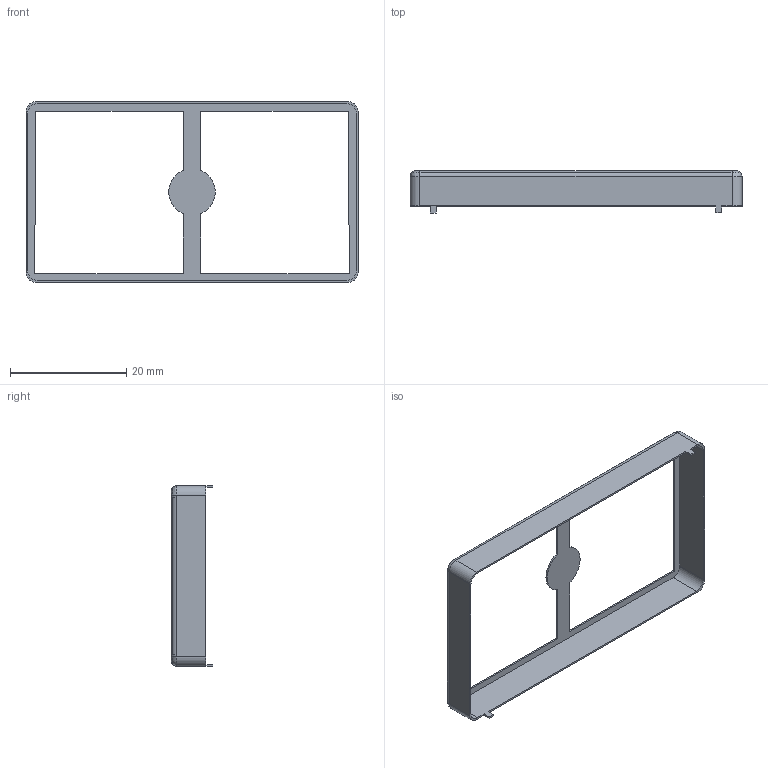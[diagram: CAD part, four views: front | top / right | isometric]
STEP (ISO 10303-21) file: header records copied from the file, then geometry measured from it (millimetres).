
FILE_DESCRIPTION(/* description */ (''),/* implementation_level */ '2;1');
FILE_NAME(/* name */ 'Shield_Masach_MS570-10_52.7x30.7x6mm_TH.step',/* time_stamp */ '2019-11-02T21:29:47+00:00',/* author */ (''),/* organization */ (''),/* preprocessor_version */ 'ST-DEVELOPER v18',/* originating_system */ 'Autodesk Translation Framework v8.6.0.1094',/* authorisation */ '');
FILE_SCHEMA (('AUTOMOTIVE_DESIGN { 1 0 10303 214 3 1 1 }'));
Length unit declared in the file: millimetre
Products named in the file (1): Shield_Masach_MS570-10_52.7x30.7x6mm_TH
Bounding box: 57 x 7.2 x 31 mm (x, y, z)
Volume: 375.1 mm3; surface area: 2758.2 mm2
Topology: 1 solids, 1 shells, 46 faces, 124 edges, 80 vertices
Faces by surface type: plane 28, cylinder 14, bspline 4
Entity records: 1500 total; most frequent: CARTESIAN_POINT 283, ORIENTED_EDGE 248, DIRECTION 242, EDGE_CURVE 124, LINE 92, VECTOR 92, VERTEX_POINT 80, AXIS2_PLACEMENT_3D 75
